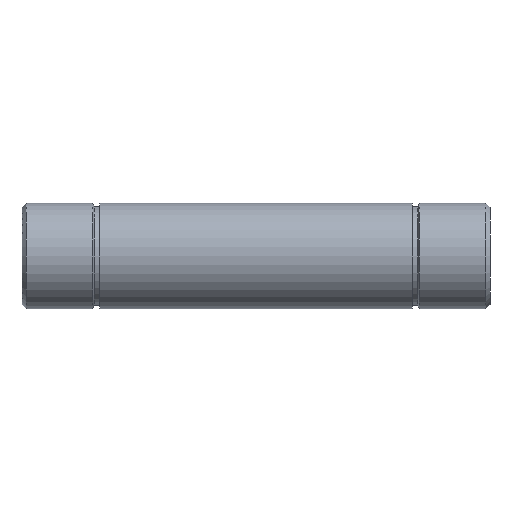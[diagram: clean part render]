
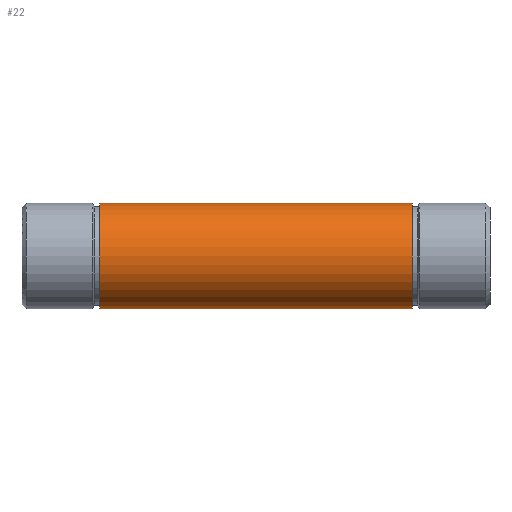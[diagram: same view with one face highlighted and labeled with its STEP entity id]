
A CAD part, left-side view. The second image highlights one B-rep face of the part: STEP entity #22.
In plain terms, the highlighted cylindrical face has radius 6 mm (diameter 12 mm), a partial arc.
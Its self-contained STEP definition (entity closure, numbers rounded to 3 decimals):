
#16 = EDGE_CURVE ( 'NONE', #38, #77, #342, .T. ) ;
#17 = ORIENTED_EDGE ( 'NONE', *, *, #34, .F. ) ;
#18 = ORIENTED_EDGE ( 'NONE', *, *, #24, .T. ) ;
#19 = EDGE_LOOP ( 'NONE', ( #17, #18, #20, #21 ) ) ;
#20 = ORIENTED_EDGE ( 'NONE', *, *, #76, .T. ) ;
#21 = ORIENTED_EDGE ( 'NONE', *, *, #16, .F. ) ;
#22 = ADVANCED_FACE ( 'NONE', ( #364 ), #344, .T. ) ;
#24 = EDGE_CURVE ( 'NONE', #32, #36, #249, .T. ) ;
#32 = VERTEX_POINT ( 'NONE', #296 ) ;
#34 = EDGE_CURVE ( 'NONE', #32, #38, #330, .T. ) ;
#36 = VERTEX_POINT ( 'NONE', #339 ) ;
#38 = VERTEX_POINT ( 'NONE', #338 ) ;
#76 = EDGE_CURVE ( 'NONE', #36, #77, #324, .T. ) ;
#77 = VERTEX_POINT ( 'NONE', #319 ) ;
#238 = DIRECTION ( 'NONE',  ( 0., 0., -1. ) ) ;
#239 = DIRECTION ( 'NONE',  ( 0., 0., -1. ) ) ;
#240 = DIRECTION ( 'NONE',  ( 0., -1., 0. ) ) ;
#241 = CARTESIAN_POINT ( 'NONE',  ( 0., 0., 0. ) ) ;
#242 = AXIS2_PLACEMENT_3D ( 'NONE', #241, #240, #239 ) ;
#246 = DIRECTION ( 'NONE',  ( 0., -1., 0. ) ) ;
#247 = CARTESIAN_POINT ( 'NONE',  ( 0., 44.213, 0. ) ) ;
#248 = AXIS2_PLACEMENT_3D ( 'NONE', #247, #246, #238 ) ;
#249 = CIRCLE ( 'NONE', #248, 6. ) ;
#281 = DIRECTION ( 'NONE',  ( 0., -1., 0. ) ) ;
#282 = VECTOR ( 'NONE', #281, 1000. ) ;
#283 = CARTESIAN_POINT ( 'NONE',  ( 0., 0., 6. ) ) ;
#296 = CARTESIAN_POINT ( 'NONE',  ( 0., 44.213, 6. ) ) ;
#319 = CARTESIAN_POINT ( 'NONE',  ( 0., 8.787, -6. ) ) ;
#321 = DIRECTION ( 'NONE',  ( 0., -1., 0. ) ) ;
#322 = VECTOR ( 'NONE', #321, 1000. ) ;
#323 = CARTESIAN_POINT ( 'NONE',  ( 0., 0., -6. ) ) ;
#324 = LINE ( 'NONE', #323, #322 ) ;
#330 = LINE ( 'NONE', #283, #282 ) ;
#338 = CARTESIAN_POINT ( 'NONE',  ( 0., 8.787, 6. ) ) ;
#339 = CARTESIAN_POINT ( 'NONE',  ( 0., 44.213, -6. ) ) ;
#340 = CARTESIAN_POINT ( 'NONE',  ( 0., 8.787, 0. ) ) ;
#341 = AXIS2_PLACEMENT_3D ( 'NONE', #340, #346, #345 ) ;
#342 = CIRCLE ( 'NONE', #341, 6. ) ;
#344 = CYLINDRICAL_SURFACE ( 'NONE', #242, 6. ) ;
#345 = DIRECTION ( 'NONE',  ( 0., 0., -1. ) ) ;
#346 = DIRECTION ( 'NONE',  ( 0., -1., 0. ) ) ;
#364 = FACE_OUTER_BOUND ( 'NONE', #19, .T. ) ;
